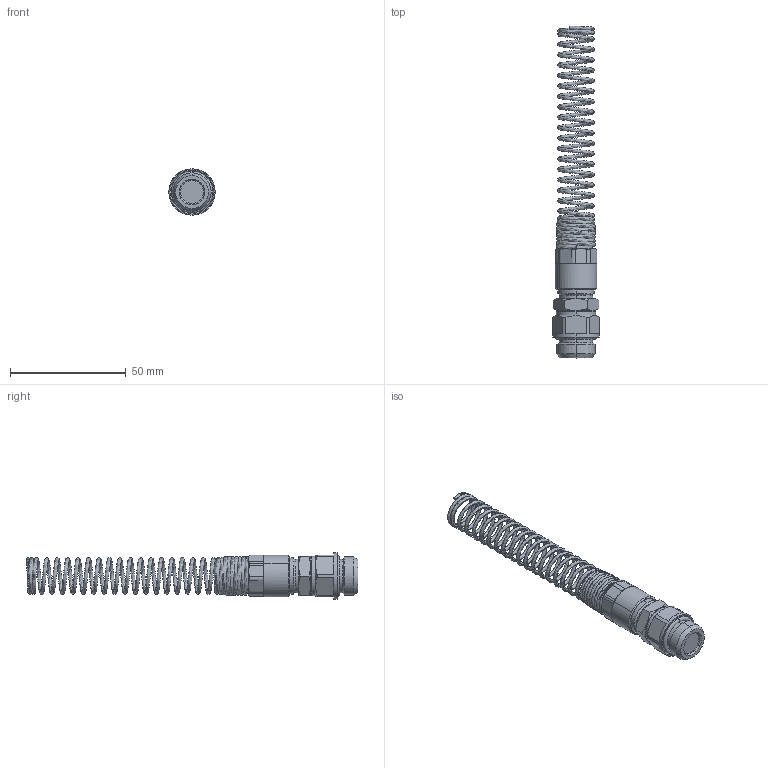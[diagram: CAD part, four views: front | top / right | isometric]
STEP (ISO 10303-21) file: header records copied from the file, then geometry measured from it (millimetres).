
FILE_DESCRIPTION (( 'STEP AP214' ), '1' );
FILE_NAME ('0102700008.step', '2012-09-28T13:20:13', ( '' ), ( '' ), 'SwSTEP 2.0', 'SolidWorks 2012', '' );
FILE_SCHEMA (( 'AUTOMOTIVE_DESIGN' ));
Length unit declared in the file: millimetre
Products named in the file (1): 0102700008
Bounding box: 20 x 143.25 x 20 mm (x, y, z)
Volume: 14659.2 mm3; surface area: 11033.7 mm2
Topology: 3 solids, 4 shells, 146 faces, 335 edges, 207 vertices
Faces by surface type: plane 45, cylinder 45, cone 42, torus 10, bspline 4
Entity records: 37439 total; most frequent: CARTESIAN_POINT 32569, DIRECTION 670, ORIENTED_EDGE 670, EDGE_CURVE 335, AXIS2_PLACEMENT_3D 282, VERTEX_POINT 207, EDGE_LOOP 160, UNCERTAINTY_MEASURE_WITH_UNIT 151
